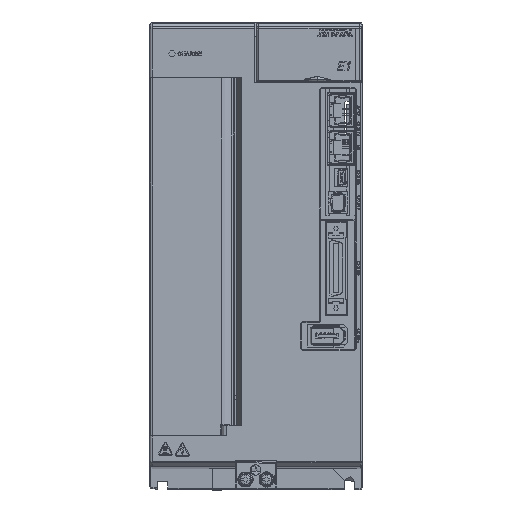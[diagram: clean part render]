
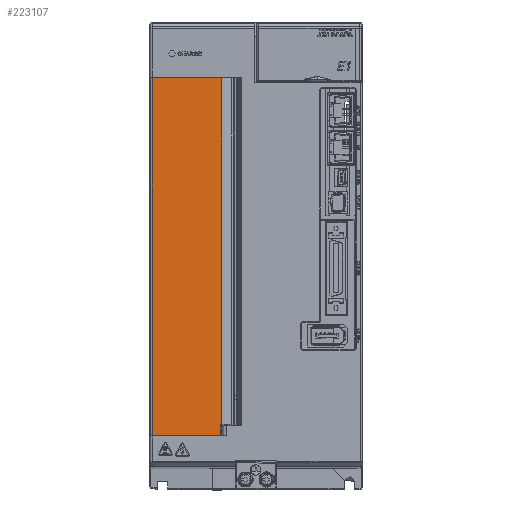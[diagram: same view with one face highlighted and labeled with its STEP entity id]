
A CAD part, top view. The second image highlights one B-rep face of the part: STEP entity #223107.
In plain terms, the highlighted planar face has unit normal (0, 0, 1).
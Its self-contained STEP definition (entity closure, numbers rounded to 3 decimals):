
#552 = LINE ( 'NONE', #70351, #221723 ) ;
#8184 = ORIENTED_EDGE ( 'NONE', *, *, #79036, .T. ) ;
#21462 = VERTEX_POINT ( 'NONE', #69457 ) ;
#28687 = EDGE_LOOP ( 'NONE', ( #112956, #99009, #96401, #8184, #192578, #145976 ) ) ;
#36559 = VERTEX_POINT ( 'NONE', #216239 ) ;
#55583 = LINE ( 'NONE', #196420, #97998 ) ;
#55601 = CARTESIAN_POINT ( 'NONE',  ( -16.7, -84.7, 227.5 ) ) ;
#61642 = CARTESIAN_POINT ( 'NONE',  ( -48.912, -84.7, 227.5 ) ) ;
#62533 = VECTOR ( 'NONE', #171243, 1000. ) ;
#69457 = CARTESIAN_POINT ( 'NONE',  ( -16.153, -79.7, 227.5 ) ) ;
#70351 = CARTESIAN_POINT ( 'NONE',  ( -16.153, -84.7, 227.5 ) ) ;
#75740 = DIRECTION ( 'NONE',  ( 0., 1., 0. ) ) ;
#79036 = EDGE_CURVE ( 'NONE', #21462, #269306, #264176, .T. ) ;
#79385 = CARTESIAN_POINT ( 'NONE',  ( -16.153, 83.7, 227.5 ) ) ;
#88268 = LINE ( 'NONE', #243896, #156755 ) ;
#91389 = DIRECTION ( 'NONE',  ( 1., 0., 0. ) ) ;
#93042 = CARTESIAN_POINT ( 'NONE',  ( -48.912, 83.7, 227.5 ) ) ;
#93691 = EDGE_CURVE ( 'NONE', #266811, #36559, #55583, .T. ) ;
#96401 = ORIENTED_EDGE ( 'NONE', *, *, #164407, .F. ) ;
#97998 = VECTOR ( 'NONE', #195509, 1000. ) ;
#98373 = VECTOR ( 'NONE', #75740, 1000. ) ;
#99009 = ORIENTED_EDGE ( 'NONE', *, *, #93691, .T. ) ;
#106540 = LINE ( 'NONE', #147950, #259291 ) ;
#107881 = EDGE_CURVE ( 'NONE', #269306, #147506, #222067, .T. ) ;
#112264 = EDGE_CURVE ( 'NONE', #147506, #203003, #106540, .T. ) ;
#112956 = ORIENTED_EDGE ( 'NONE', *, *, #261271, .T. ) ;
#119892 = CARTESIAN_POINT ( 'NONE',  ( -16.153, 83.7, 227.5 ) ) ;
#142683 = DIRECTION ( 'NONE',  ( 1., 0., 0. ) ) ;
#144736 = DIRECTION ( 'NONE',  ( 0., -1., 0. ) ) ;
#145976 = ORIENTED_EDGE ( 'NONE', *, *, #112264, .T. ) ;
#147506 = VERTEX_POINT ( 'NONE', #93042 ) ;
#147950 = CARTESIAN_POINT ( 'NONE',  ( -48.912, 83.7, 227.5 ) ) ;
#149084 = CARTESIAN_POINT ( 'NONE',  ( -16.153, 83.7, 227.5 ) ) ;
#156396 = AXIS2_PLACEMENT_3D ( 'NONE', #246188, #267066, #142683 ) ;
#156755 = VECTOR ( 'NONE', #161964, 1000. ) ;
#161964 = DIRECTION ( 'NONE',  ( -1., 0., 0. ) ) ;
#164407 = EDGE_CURVE ( 'NONE', #21462, #36559, #88268, .T. ) ;
#169693 = FACE_OUTER_BOUND ( 'NONE', #28687, .T. ) ;
#171243 = DIRECTION ( 'NONE',  ( -1., 0., 0. ) ) ;
#192578 = ORIENTED_EDGE ( 'NONE', *, *, #107881, .T. ) ;
#195509 = DIRECTION ( 'NONE',  ( 0., 1., 0. ) ) ;
#196420 = CARTESIAN_POINT ( 'NONE',  ( -16.7, 83.7, 227.5 ) ) ;
#203003 = VERTEX_POINT ( 'NONE', #61642 ) ;
#216239 = CARTESIAN_POINT ( 'NONE',  ( -16.7, -79.7, 227.5 ) ) ;
#221723 = VECTOR ( 'NONE', #91389, 1000. ) ;
#222067 = LINE ( 'NONE', #149084, #62533 ) ;
#223107 = ADVANCED_FACE ( 'NONE', ( #169693 ), #225386, .T. ) ;
#225386 = PLANE ( 'NONE',  #156396 ) ;
#243896 = CARTESIAN_POINT ( 'NONE',  ( -9.884, -79.7, 227.5 ) ) ;
#246188 = CARTESIAN_POINT ( 'NONE',  ( -16.153, 83.7, 227.5 ) ) ;
#259291 = VECTOR ( 'NONE', #144736, 1000. ) ;
#261271 = EDGE_CURVE ( 'NONE', #203003, #266811, #552, .T. ) ;
#264176 = LINE ( 'NONE', #79385, #98373 ) ;
#266811 = VERTEX_POINT ( 'NONE', #55601 ) ;
#267066 = DIRECTION ( 'NONE',  ( 0., 0., 1. ) ) ;
#269306 = VERTEX_POINT ( 'NONE', #119892 ) ;
